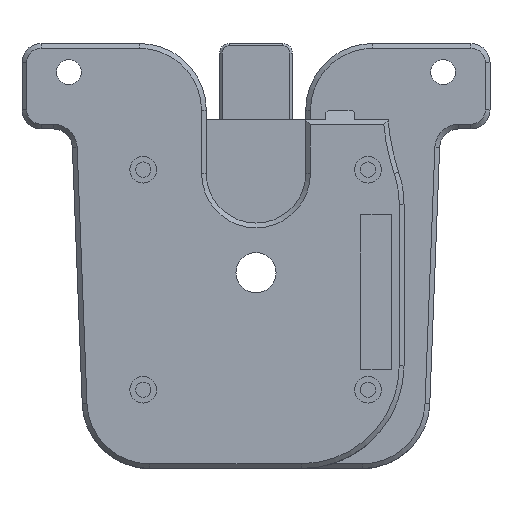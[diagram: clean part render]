
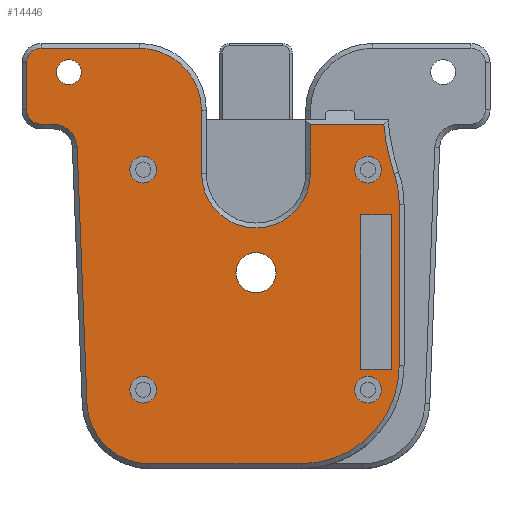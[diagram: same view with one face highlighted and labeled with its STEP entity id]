
A CAD part, front view. The second image highlights one B-rep face of the part: STEP entity #14446.
In plain terms, the highlighted face is planar.
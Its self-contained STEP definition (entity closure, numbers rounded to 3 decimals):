
#465=FACE_BOUND('',#2154,.T.);
#466=FACE_BOUND('',#2155,.T.);
#467=FACE_BOUND('',#2156,.T.);
#468=FACE_BOUND('',#2157,.T.);
#469=FACE_BOUND('',#2158,.T.);
#470=FACE_BOUND('',#2159,.T.);
#471=FACE_BOUND('',#2160,.T.);
#674=PLANE('',#15563);
#1258=FACE_OUTER_BOUND('',#2153,.T.);
#2153=EDGE_LOOP('',(#11413,#11414,#11415,#11416,#11417,#11418,#11419,#11420,
#11421,#11422,#11423,#11424,#11425,#11426,#11427,#11428,#11429,#11430));
#2154=EDGE_LOOP('',(#11431));
#2155=EDGE_LOOP('',(#11432));
#2156=EDGE_LOOP('',(#11433));
#2157=EDGE_LOOP('',(#11434));
#2158=EDGE_LOOP('',(#11435,#11436,#11437,#11438));
#2159=EDGE_LOOP('',(#11439));
#2160=EDGE_LOOP('',(#11440));
#2857=CIRCLE('',#15444,2.8);
#2861=CIRCLE('',#15451,2.8);
#2865=CIRCLE('',#15458,2.8);
#2869=CIRCLE('',#15465,2.8);
#2891=CIRCLE('',#15517,46.);
#2892=CIRCLE('',#15519,20.5);
#2894=CIRCLE('',#15523,20.5);
#2896=CIRCLE('',#15527,13.1);
#2899=CIRCLE('',#15532,5.);
#2900=CIRCLE('',#15535,3.);
#2902=CIRCLE('',#15539,3.);
#2904=CIRCLE('',#15543,13.);
#2907=CIRCLE('',#15548,11.4);
#2913=CIRCLE('',#15564,4.2);
#2914=CIRCLE('',#15565,2.6);
#3889=LINE('',#26118,#5064);
#3956=LINE('',#26342,#5131);
#3957=LINE('',#26345,#5132);
#3960=LINE('',#26350,#5135);
#3982=LINE('',#27931,#5157);
#3988=LINE('',#27955,#5163);
#3991=LINE('',#27964,#5166);
#3995=LINE('',#27976,#5170);
#3997=LINE('',#27985,#5172);
#4001=LINE('',#27997,#5176);
#4005=LINE('',#28009,#5180);
#4009=LINE('',#28021,#5184);
#4013=LINE('',#28032,#5188);
#5064=VECTOR('',#17559,10.);
#5131=VECTOR('',#17804,10.);
#5132=VECTOR('',#17807,10.);
#5135=VECTOR('',#17812,10.);
#5157=VECTOR('',#17898,10.);
#5163=VECTOR('',#17918,10.);
#5166=VECTOR('',#17929,10.);
#5170=VECTOR('',#17941,10.);
#5172=VECTOR('',#17951,10.);
#5176=VECTOR('',#17963,10.);
#5180=VECTOR('',#17975,10.);
#5184=VECTOR('',#17987,10.);
#5188=VECTOR('',#17999,10.);
#6374=VERTEX_POINT('',#26115);
#6375=VERTEX_POINT('',#26117);
#6404=VERTEX_POINT('',#26218);
#6408=VERTEX_POINT('',#26231);
#6412=VERTEX_POINT('',#26244);
#6416=VERTEX_POINT('',#26257);
#6443=VERTEX_POINT('',#26340);
#6444=VERTEX_POINT('',#26344);
#6483=VERTEX_POINT('',#27928);
#6484=VERTEX_POINT('',#27930);
#6487=VERTEX_POINT('',#27941);
#6488=VERTEX_POINT('',#27945);
#6491=VERTEX_POINT('',#27952);
#6492=VERTEX_POINT('',#27957);
#6493=VERTEX_POINT('',#27962);
#6494=VERTEX_POINT('',#27966);
#6497=VERTEX_POINT('',#27973);
#6499=VERTEX_POINT('',#27979);
#6500=VERTEX_POINT('',#27984);
#6502=VERTEX_POINT('',#27990);
#6504=VERTEX_POINT('',#27996);
#6506=VERTEX_POINT('',#28002);
#6508=VERTEX_POINT('',#28008);
#6510=VERTEX_POINT('',#28014);
#6512=VERTEX_POINT('',#28020);
#6515=VERTEX_POINT('',#28027);
#6524=VERTEX_POINT('',#28067);
#6525=VERTEX_POINT('',#28069);
#8062=EDGE_CURVE('',#6374,#6375,#3889,.T.);
#8108=EDGE_CURVE('',#6404,#6404,#2857,.T.);
#8114=EDGE_CURVE('',#6408,#6408,#2861,.T.);
#8120=EDGE_CURVE('',#6412,#6412,#2865,.T.);
#8126=EDGE_CURVE('',#6416,#6416,#2869,.T.);
#8169=EDGE_CURVE('',#6443,#6374,#3956,.T.);
#8170=EDGE_CURVE('',#6444,#6443,#3957,.T.);
#8173=EDGE_CURVE('',#6375,#6444,#3960,.T.);
#8225=EDGE_CURVE('',#6484,#6483,#3982,.T.);
#8229=EDGE_CURVE('',#6487,#6484,#2891,.T.);
#8231=EDGE_CURVE('',#6488,#6487,#2892,.T.);
#8236=EDGE_CURVE('',#6491,#6488,#3988,.T.);
#8237=EDGE_CURVE('',#6492,#6491,#2894,.T.);
#8241=EDGE_CURVE('',#6493,#6492,#3991,.T.);
#8242=EDGE_CURVE('',#6494,#6493,#2896,.T.);
#8247=EDGE_CURVE('',#6497,#6494,#3995,.T.);
#8250=EDGE_CURVE('',#6499,#6497,#2899,.T.);
#8251=EDGE_CURVE('',#6500,#6499,#3997,.T.);
#8254=EDGE_CURVE('',#6502,#6500,#2900,.T.);
#8257=EDGE_CURVE('',#6504,#6502,#4001,.T.);
#8260=EDGE_CURVE('',#6506,#6504,#2902,.T.);
#8263=EDGE_CURVE('',#6508,#6506,#4005,.T.);
#8266=EDGE_CURVE('',#6510,#6508,#2904,.T.);
#8269=EDGE_CURVE('',#6512,#6510,#4009,.T.);
#8274=EDGE_CURVE('',#6515,#6512,#2907,.T.);
#8275=EDGE_CURVE('',#6483,#6515,#4013,.T.);
#8293=EDGE_CURVE('',#6524,#6524,#2913,.T.);
#8294=EDGE_CURVE('',#6525,#6525,#2914,.T.);
#11413=ORIENTED_EDGE('',*,*,#8225,.T.);
#11414=ORIENTED_EDGE('',*,*,#8275,.T.);
#11415=ORIENTED_EDGE('',*,*,#8274,.T.);
#11416=ORIENTED_EDGE('',*,*,#8269,.T.);
#11417=ORIENTED_EDGE('',*,*,#8266,.T.);
#11418=ORIENTED_EDGE('',*,*,#8263,.T.);
#11419=ORIENTED_EDGE('',*,*,#8260,.T.);
#11420=ORIENTED_EDGE('',*,*,#8257,.T.);
#11421=ORIENTED_EDGE('',*,*,#8254,.T.);
#11422=ORIENTED_EDGE('',*,*,#8251,.T.);
#11423=ORIENTED_EDGE('',*,*,#8250,.T.);
#11424=ORIENTED_EDGE('',*,*,#8247,.T.);
#11425=ORIENTED_EDGE('',*,*,#8242,.T.);
#11426=ORIENTED_EDGE('',*,*,#8241,.T.);
#11427=ORIENTED_EDGE('',*,*,#8237,.T.);
#11428=ORIENTED_EDGE('',*,*,#8236,.T.);
#11429=ORIENTED_EDGE('',*,*,#8231,.T.);
#11430=ORIENTED_EDGE('',*,*,#8229,.T.);
#11431=ORIENTED_EDGE('',*,*,#8108,.T.);
#11432=ORIENTED_EDGE('',*,*,#8114,.T.);
#11433=ORIENTED_EDGE('',*,*,#8120,.T.);
#11434=ORIENTED_EDGE('',*,*,#8126,.T.);
#11435=ORIENTED_EDGE('',*,*,#8169,.F.);
#11436=ORIENTED_EDGE('',*,*,#8170,.F.);
#11437=ORIENTED_EDGE('',*,*,#8173,.F.);
#11438=ORIENTED_EDGE('',*,*,#8062,.F.);
#11439=ORIENTED_EDGE('',*,*,#8293,.F.);
#11440=ORIENTED_EDGE('',*,*,#8294,.F.);
#14446=ADVANCED_FACE('',(#1258,#465,#466,#467,#468,#469,#470,#471),#674,
 .T.);
#15444=AXIS2_PLACEMENT_3D('',#26219,#17683,#17684);
#15451=AXIS2_PLACEMENT_3D('',#26232,#17699,#17700);
#15458=AXIS2_PLACEMENT_3D('',#26245,#17715,#17716);
#15465=AXIS2_PLACEMENT_3D('',#26258,#17731,#17732);
#15517=AXIS2_PLACEMENT_3D('',#27942,#17904,#17905);
#15519=AXIS2_PLACEMENT_3D('',#27946,#17909,#17910);
#15523=AXIS2_PLACEMENT_3D('',#27958,#17921,#17922);
#15527=AXIS2_PLACEMENT_3D('',#27967,#17932,#17933);
#15532=AXIS2_PLACEMENT_3D('',#27982,#17947,#17948);
#15535=AXIS2_PLACEMENT_3D('',#27991,#17956,#17957);
#15539=AXIS2_PLACEMENT_3D('',#28003,#17968,#17969);
#15543=AXIS2_PLACEMENT_3D('',#28015,#17980,#17981);
#15548=AXIS2_PLACEMENT_3D('',#28030,#17995,#17996);
#15563=AXIS2_PLACEMENT_3D('',#28066,#18038,#18039);
#15564=AXIS2_PLACEMENT_3D('',#28068,#18040,#18041);
#15565=AXIS2_PLACEMENT_3D('',#28070,#18042,#18043);
#17559=DIRECTION('',(-1.,0.,0.));
#17683=DIRECTION('center_axis',(0.,0.,1.));
#17684=DIRECTION('ref_axis',(-1.,0.,0.));
#17699=DIRECTION('center_axis',(0.,0.,1.));
#17700=DIRECTION('ref_axis',(-1.,0.,0.));
#17715=DIRECTION('center_axis',(0.,0.,1.));
#17716=DIRECTION('ref_axis',(-1.,0.,0.));
#17731=DIRECTION('center_axis',(0.,0.,1.));
#17732=DIRECTION('ref_axis',(-1.,0.,0.));
#17804=DIRECTION('',(0.,-1.,0.));
#17807=DIRECTION('',(1.,0.,0.));
#17812=DIRECTION('',(0.,1.,0.));
#17898=DIRECTION('',(1.,0.,0.));
#17904=DIRECTION('center_axis',(0.,0.,1.));
#17905=DIRECTION('ref_axis',(0.997,-0.076,0.));
#17909=DIRECTION('center_axis',(0.,0.,-1.));
#17910=DIRECTION('ref_axis',(-1.,0.,0.));
#17918=DIRECTION('',(0.,1.,0.));
#17921=DIRECTION('center_axis',(0.,0.,-1.));
#17922=DIRECTION('ref_axis',(0.,-1.,0.));
#17929=DIRECTION('',(-1.,0.,0.));
#17932=DIRECTION('center_axis',(0.,0.,-1.));
#17933=DIRECTION('ref_axis',(0.999,-0.038,0.));
#17941=DIRECTION('',(-0.038,-0.999,0.));
#17947=DIRECTION('center_axis',(0.,0.,1.));
#17948=DIRECTION('ref_axis',(-0.999,0.038,0.));
#17951=DIRECTION('',(-1.,0.,0.));
#17956=DIRECTION('center_axis',(0.,0.,-1.));
#17957=DIRECTION('ref_axis',(1.,0.,0.));
#17963=DIRECTION('',(0.,-1.,0.));
#17968=DIRECTION('center_axis',(0.,0.,-1.));
#17969=DIRECTION('ref_axis',(0.,1.,0.));
#17975=DIRECTION('',(1.,0.,0.));
#17980=DIRECTION('center_axis',(0.,0.,-1.));
#17981=DIRECTION('ref_axis',(-1.,0.,0.));
#17987=DIRECTION('',(0.,1.,0.));
#17995=DIRECTION('center_axis',(0.,0.,1.));
#17996=DIRECTION('ref_axis',(1.,0.,0.));
#17999=DIRECTION('',(0.,-1.,0.));
#18038=DIRECTION('center_axis',(0.,0.,-1.));
#18039=DIRECTION('ref_axis',(-1.,0.,0.));
#18040=DIRECTION('center_axis',(0.,0.,-1.));
#18041=DIRECTION('ref_axis',(-1.,0.,0.));
#18042=DIRECTION('center_axis',(0.,0.,-1.));
#18043=DIRECTION('ref_axis',(-1.,0.,0.));
#26115=CARTESIAN_POINT('',(-21.92,-20.2,0.));
#26117=CARTESIAN_POINT('',(-28.4,-20.2,0.));
#26118=CARTESIAN_POINT('',(-6.46,-20.2,0.));
#26218=CARTESIAN_POINT('',(26.417,21.588,0.));
#26219=CARTESIAN_POINT('Origin',(23.617,21.588,0.));
#26231=CARTESIAN_POINT('',(26.418,-24.5,0.));
#26232=CARTESIAN_POINT('Origin',(23.618,-24.5,0.));
#26244=CARTESIAN_POINT('',(-20.663,21.588,0.));
#26245=CARTESIAN_POINT('Origin',(-23.463,21.588,0.));
#26257=CARTESIAN_POINT('',(-20.663,-24.5,0.));
#26258=CARTESIAN_POINT('Origin',(-23.463,-24.5,0.));
#26340=CARTESIAN_POINT('',(-21.92,12.1,0.));
#26342=CARTESIAN_POINT('',(-21.92,7.8,0.));
#26344=CARTESIAN_POINT('',(-28.4,12.1,0.));
#26345=CARTESIAN_POINT('',(-9.7,12.1,0.));
#26350=CARTESIAN_POINT('',(-28.4,-8.35,0.));
#27928=CARTESIAN_POINT('',(-11.4,31.,0.));
#27930=CARTESIAN_POINT('',(-26.752,31.,0.));
#27931=CARTESIAN_POINT('',(-9.335,31.,0.));
#27941=CARTESIAN_POINT('',(-28.934,20.759,0.));
#27942=CARTESIAN_POINT('Origin',(-72.541,35.401,0.));
#27945=CARTESIAN_POINT('',(-30.,14.233,0.));
#27946=CARTESIAN_POINT('Origin',(-9.5,14.233,0.));
#27952=CARTESIAN_POINT('',(-30.,-19.5,0.));
#27955=CARTESIAN_POINT('',(-30.,-8.,0.));
#27957=CARTESIAN_POINT('',(-9.5,-40.,0.));
#27958=CARTESIAN_POINT('Origin',(-9.5,-19.5,0.));
#27962=CARTESIAN_POINT('',(22.301,-40.,0.));
#27964=CARTESIAN_POINT('',(15.651,-40.,0.));
#27966=CARTESIAN_POINT('',(35.391,-27.403,0.));
#27967=CARTESIAN_POINT('Origin',(22.301,-26.9,0.));
#27973=CARTESIAN_POINT('',(37.454,26.292,0.));
#27976=CARTESIAN_POINT('',(36.996,14.367,0.));
#27979=CARTESIAN_POINT('',(42.45,31.1,0.));
#27982=CARTESIAN_POINT('Origin',(42.45,26.1,0.));
#27984=CARTESIAN_POINT('',(45.,31.1,0.));
#27985=CARTESIAN_POINT('',(27.,31.1,0.));
#27990=CARTESIAN_POINT('',(48.,34.1,0.));
#27991=CARTESIAN_POINT('Origin',(45.,34.1,0.));
#27996=CARTESIAN_POINT('',(48.,44.,0.));
#27997=CARTESIAN_POINT('',(48.,23.75,0.));
#28002=CARTESIAN_POINT('',(45.,47.,0.));
#28003=CARTESIAN_POINT('Origin',(45.,44.,0.));
#28008=CARTESIAN_POINT('',(24.4,47.,0.));
#28009=CARTESIAN_POINT('',(16.7,47.,0.));
#28014=CARTESIAN_POINT('',(11.4,34.,0.));
#28015=CARTESIAN_POINT('Origin',(24.4,34.,0.));
#28020=CARTESIAN_POINT('',(11.4,20.8,0.));
#28021=CARTESIAN_POINT('',(11.4,12.15,0.));
#28027=CARTESIAN_POINT('',(-11.4,20.8,0.));
#28030=CARTESIAN_POINT('Origin',(0.,20.8,0.));
#28032=CARTESIAN_POINT('',(-11.4,17.75,0.));
#28066=CARTESIAN_POINT('Origin',(9.,3.5,0.));
#28067=CARTESIAN_POINT('',(4.2,0.,0.));
#28068=CARTESIAN_POINT('Origin',(0.,0.,0.));
#28069=CARTESIAN_POINT('',(41.8,42.,0.));
#28070=CARTESIAN_POINT('Origin',(39.2,42.,0.));
